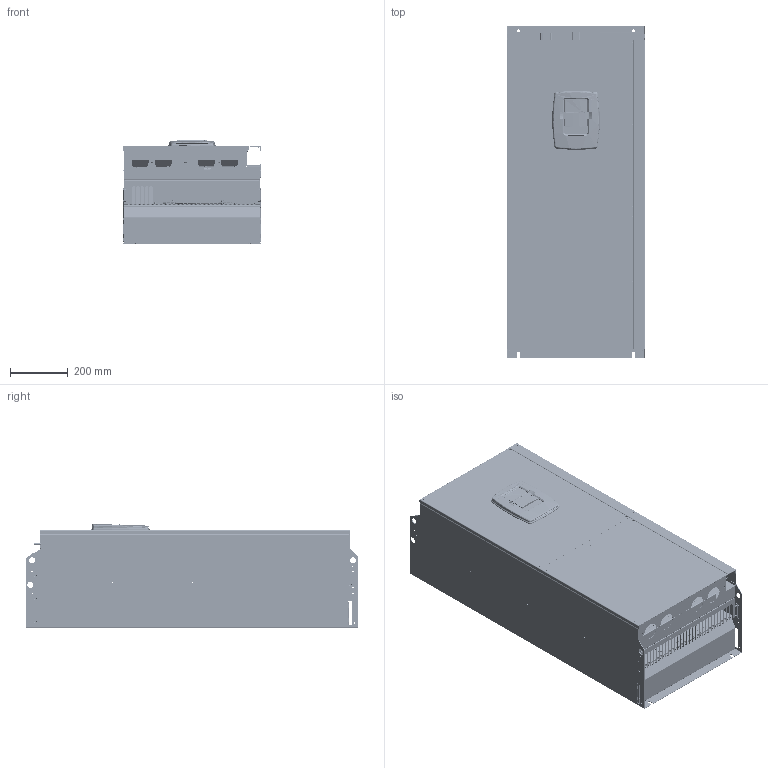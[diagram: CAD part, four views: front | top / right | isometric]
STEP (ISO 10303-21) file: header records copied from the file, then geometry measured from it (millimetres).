
FILE_DESCRIPTION((''),'2;1');
FILE_NAME('FR09_BASIC_IP00','2020-11-05T',('U325185'),('Danfoss Power Electronics'),'CREO PARAMETRIC BY PTC INC, 2018070','CREO PARAMETRIC BY PTC INC, 2018070','');
FILE_SCHEMA(('CONFIG_CONTROL_DESIGN','GEOMETRIC_VALIDATION_PROPERTIES_MIM'));
Products named in the file (1): FR09_BASIC_IP00
Bounding box: 480 x 1150 x 361.9 mm (x, y, z)
Volume: 1637864.2 mm3; surface area: 7725579.9 mm2
Topology: 17 solids, 104 shells, 8113 faces, 22830 edges, 14855 vertices
Faces by surface type: cylinder 3702, plane 3146, cone 398, bspline 377, torus 358, extrusion 67, sphere 46, revolution 19
Entity records: 376769 total; most frequent: CARTESIAN_POINT 79939, ORIENTED_EDGE 44118, DIRECTION 43140, EDGE_CURVE 22771, PRESENTATION_STYLE_ASSIGNMENT 21271, STYLED_ITEM 18635, CURVE_STYLE 16156, AXIS2_PLACEMENT_3D 15268
